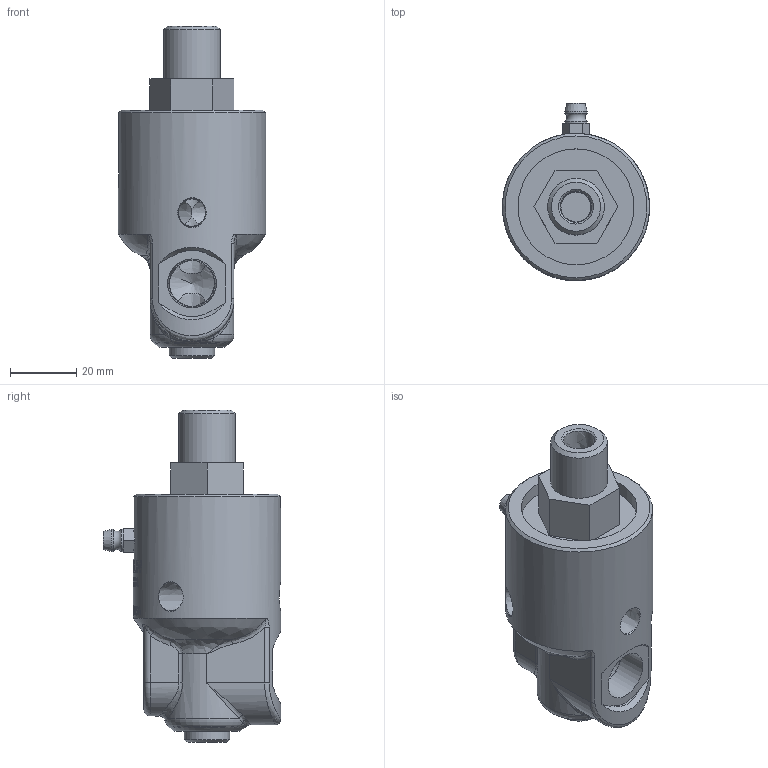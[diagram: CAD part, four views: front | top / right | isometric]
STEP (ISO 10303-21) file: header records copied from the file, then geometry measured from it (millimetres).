
FILE_DESCRIPTION((''),'2;1');
FILE_NAME('55-000-001.stp','2009-07-13T08:45:41',('yelliwa'),(''),'Autodesk Inventor 2008','Autodesk Inventor 2008','');
FILE_SCHEMA(('AUTOMOTIVE_DESIGN { 1 0 10303 214 1 1 1 1 }'));
Length unit declared in the file: millimetre
Products named in the file (1): 55-000-001
Bounding box: 44.5 x 53.61 x 100.41 mm (x, y, z)
Volume: 83313.7 mm3; surface area: 18676.8 mm2
Topology: 1 solids, 1 shells, 469 faces, 1242 edges, 814 vertices
Faces by surface type: bspline 242, plane 162, cylinder 57, cone 4, torus 4
Full cylindrical faces by diameter (mm): 6.75 x2, 13.716 x1, 17.145 x1, 35.05 x1, 44.5 x1
Entity records: 68444 total; most frequent: CARTESIAN_POINT 58256, ORIENTED_EDGE 2404, DIRECTION 1246, EDGE_CURVE 1202, VERTEX_POINT 802, B_SPLINE_CURVE_WITH_KNOTS 590, EDGE_LOOP 544, FACE_OUTER_BOUND 469
